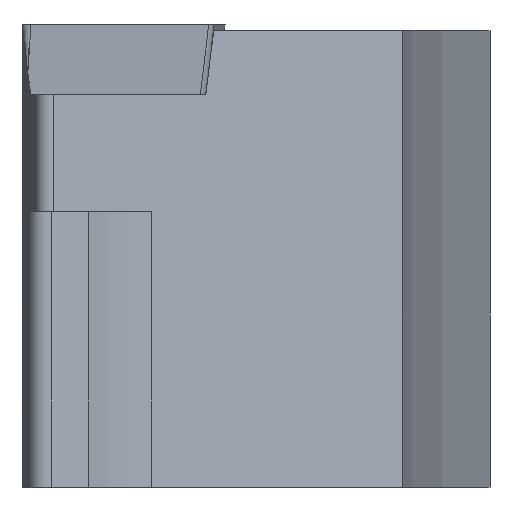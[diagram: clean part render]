
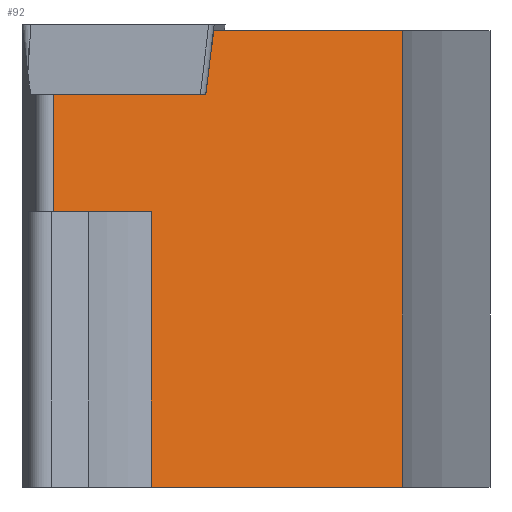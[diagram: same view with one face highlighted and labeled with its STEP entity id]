
A CAD part, left-side view. The second image highlights one B-rep face of the part: STEP entity #92.
In plain terms, the highlighted planar face has unit normal (-0.848, -0.53, 0).
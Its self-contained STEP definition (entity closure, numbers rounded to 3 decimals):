
#70=PLANE('',#656);
#92=ADVANCED_FACE('',(#135),#70,.F.);
#135=FACE_OUTER_BOUND('',#167,.T.);
#167=EDGE_LOOP('',(#342,#343,#344,#345,#346,#347,#348,#349));
#198=LINE('',#885,#260);
#208=LINE('',#908,#270);
#212=LINE('',#919,#274);
#213=LINE('',#921,#275);
#214=LINE('',#923,#276);
#215=LINE('',#925,#277);
#216=LINE('',#926,#278);
#217=LINE('',#928,#279);
#260=VECTOR('',#709,1.);
#270=VECTOR('',#725,1.);
#274=VECTOR('',#735,1.);
#275=VECTOR('',#736,1.);
#276=VECTOR('',#737,1.);
#277=VECTOR('',#738,1.);
#278=VECTOR('',#739,1.);
#279=VECTOR('',#740,1.);
#342=ORIENTED_EDGE('',*,*,#564,.F.);
#343=ORIENTED_EDGE('',*,*,#565,.F.);
#344=ORIENTED_EDGE('',*,*,#566,.F.);
#345=ORIENTED_EDGE('',*,*,#567,.F.);
#346=ORIENTED_EDGE('',*,*,#558,.F.);
#347=ORIENTED_EDGE('',*,*,#568,.F.);
#348=ORIENTED_EDGE('',*,*,#569,.F.);
#349=ORIENTED_EDGE('',*,*,#547,.T.);
#490=VERTEX_POINT('',#883);
#492=VERTEX_POINT('',#886);
#500=VERTEX_POINT('',#906);
#502=VERTEX_POINT('',#909);
#506=VERTEX_POINT('',#920);
#507=VERTEX_POINT('',#922);
#508=VERTEX_POINT('',#924);
#509=VERTEX_POINT('',#927);
#547=EDGE_CURVE('',#492,#490,#198,.T.);
#558=EDGE_CURVE('',#500,#502,#208,.T.);
#564=EDGE_CURVE('',#506,#490,#212,.T.);
#565=EDGE_CURVE('',#507,#506,#213,.T.);
#566=EDGE_CURVE('',#508,#507,#214,.T.);
#567=EDGE_CURVE('',#502,#508,#215,.T.);
#568=EDGE_CURVE('',#509,#500,#216,.T.);
#569=EDGE_CURVE('',#492,#509,#217,.T.);
#656=AXIS2_PLACEMENT_3D('',#929,#741,#742);
#709=DIRECTION('',(0.,0.,-1.));
#725=DIRECTION('',(0.53,-0.848,0.));
#735=DIRECTION('',(-0.53,0.848,0.));
#736=DIRECTION('',(0.,0.,1.));
#737=DIRECTION('',(-0.53,0.848,0.));
#738=DIRECTION('',(0.,0.,-1.));
#739=DIRECTION('',(0.079,-0.126,0.989));
#740=DIRECTION('',(0.53,-0.848,0.));
#741=DIRECTION('',(0.848,0.53,0.));
#742=DIRECTION('',(-0.53,0.848,0.));
#883=CARTESIAN_POINT('',(0.955,14.927,-6.38));
#885=CARTESIAN_POINT('',(0.955,14.927,-20.));
#886=CARTESIAN_POINT('',(0.955,14.927,-2.38));
#906=CARTESIAN_POINT('',(4.386,9.436,-0.2));
#908=CARTESIAN_POINT('',(8.414,2.99,-0.2));
#909=CARTESIAN_POINT('',(8.414,2.99,-0.2));
#919=CARTESIAN_POINT('',(8.414,2.99,-6.38));
#920=CARTESIAN_POINT('',(3.055,11.566,-6.38));
#921=CARTESIAN_POINT('',(3.055,11.566,-135.238));
#922=CARTESIAN_POINT('',(3.055,11.566,-15.8));
#923=CARTESIAN_POINT('',(8.414,2.99,-15.8));
#924=CARTESIAN_POINT('',(8.414,2.99,-15.8));
#925=CARTESIAN_POINT('',(8.414,2.99,-20.));
#926=CARTESIAN_POINT('',(2.937,11.756,-18.451));
#927=CARTESIAN_POINT('',(4.213,9.713,-2.38));
#928=CARTESIAN_POINT('',(8.414,2.99,-2.38));
#929=CARTESIAN_POINT('',(8.414,2.99,-20.));
